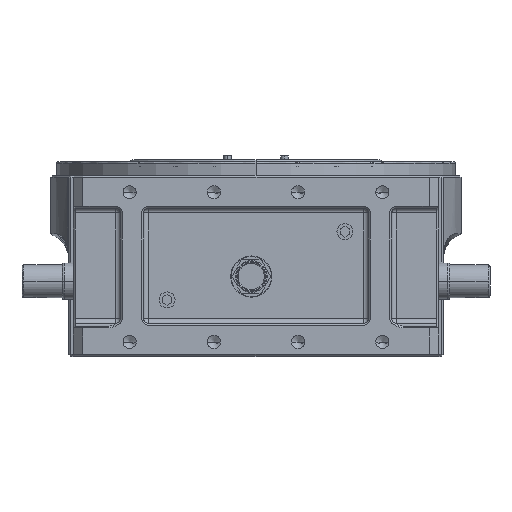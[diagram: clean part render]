
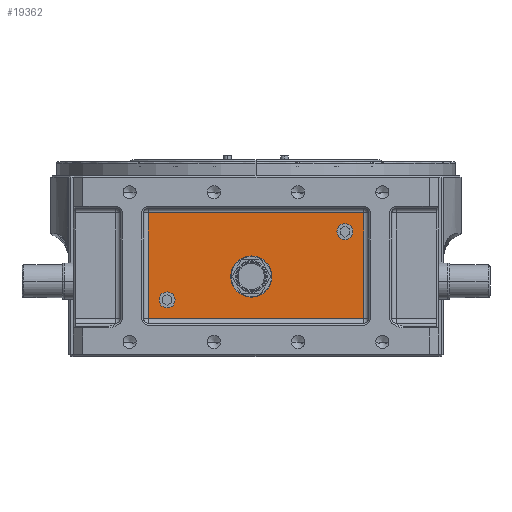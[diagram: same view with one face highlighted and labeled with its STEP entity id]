
A CAD part, top view. The second image highlights one B-rep face of the part: STEP entity #19362.
In plain terms, the highlighted planar face has unit normal (0, 0, 1).
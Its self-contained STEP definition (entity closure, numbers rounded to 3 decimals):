
#393 = CARTESIAN_POINT ( 'NONE',  ( -27., 85., 278. ) ) ;
#521 = VECTOR ( 'NONE', #2886, 1000. ) ;
#782 = VERTEX_POINT ( 'NONE', #10317 ) ;
#783 = CARTESIAN_POINT ( 'NONE',  ( 0., 0., 278. ) ) ;
#1773 = DIRECTION ( 'NONE',  ( 0., 0., 1. ) ) ;
#2886 = DIRECTION ( 'NONE',  ( -1., 0., 0. ) ) ;
#3154 = VERTEX_POINT ( 'NONE', #393 ) ;
#3384 = VECTOR ( 'NONE', #40369, 1000. ) ;
#4246 = CARTESIAN_POINT ( 'NONE',  ( 17., 85., 278. ) ) ;
#4624 = DIRECTION ( 'NONE',  ( 1., 0., 0. ) ) ;
#5471 = DIRECTION ( 'NONE',  ( 0., 1., 0. ) ) ;
#5833 = VERTEX_POINT ( 'NONE', #42180 ) ;
#8196 = VERTEX_POINT ( 'NONE', #13015 ) ;
#8414 = VECTOR ( 'NONE', #5471, 1000. ) ;
#8608 = ORIENTED_EDGE ( 'NONE', *, *, #20117, .T. ) ;
#9330 = DIRECTION ( 'NONE',  ( 0., 0., 1. ) ) ;
#9968 = DIRECTION ( 'NONE',  ( 1., 0., 0. ) ) ;
#10317 = CARTESIAN_POINT ( 'NONE',  ( -115., 40., 278. ) ) ;
#11339 = ORIENTED_EDGE ( 'NONE', *, *, #49958, .T. ) ;
#12256 = DIRECTION ( 'NONE',  ( 0., -1., 0. ) ) ;
#12482 = FACE_BOUND ( 'NONE', #15248, .T. ) ;
#13015 = CARTESIAN_POINT ( 'NONE',  ( 103.5, 133., 278. ) ) ;
#13840 = CIRCLE ( 'NONE', #27339, 22. ) ;
#14181 = CARTESIAN_POINT ( 'NONE',  ( -95., 60., 278. ) ) ;
#14368 = EDGE_CURVE ( 'NONE', #782, #33615, #41912, .T. ) ;
#14610 = CARTESIAN_POINT ( 'NONE',  ( -95., 60., 278. ) ) ;
#15248 = EDGE_LOOP ( 'NONE', ( #57158, #31608 ) ) ;
#17639 = CARTESIAN_POINT ( 'NONE',  ( 0., 40., 278. ) ) ;
#19101 = CARTESIAN_POINT ( 'NONE',  ( -5., 85., 278. ) ) ;
#19139 = CARTESIAN_POINT ( 'NONE',  ( 115., 0., 278. ) ) ;
#19362 = ADVANCED_FACE ( 'NONE', ( #49665, #19484, #12482, #29302 ), #54696, .T. ) ;
#19484 = FACE_OUTER_BOUND ( 'NONE', #46303, .T. ) ;
#20117 = EDGE_CURVE ( 'NONE', #5833, #22048, #48236, .T. ) ;
#20380 = CIRCLE ( 'NONE', #40269, 8.5 ) ;
#21201 = EDGE_CURVE ( 'NONE', #38615, #8196, #22160, .T. ) ;
#22048 = VERTEX_POINT ( 'NONE', #26073 ) ;
#22123 = ORIENTED_EDGE ( 'NONE', *, *, #14368, .T. ) ;
#22160 = CIRCLE ( 'NONE', #25978, 8.5 ) ;
#22671 = AXIS2_PLACEMENT_3D ( 'NONE', #19101, #46156, #36548 ) ;
#22872 = DIRECTION ( 'NONE',  ( 0., 0., 1. ) ) ;
#24994 = LINE ( 'NONE', #39840, #39710 ) ;
#25978 = AXIS2_PLACEMENT_3D ( 'NONE', #28603, #1773, #46606 ) ;
#26073 = CARTESIAN_POINT ( 'NONE',  ( -115., 153., 278. ) ) ;
#26887 = CARTESIAN_POINT ( 'NONE',  ( 95., 133., 278. ) ) ;
#26948 = EDGE_CURVE ( 'NONE', #33615, #5833, #30820, .T. ) ;
#27260 = DIRECTION ( 'NONE',  ( 0., 0., 1. ) ) ;
#27339 = AXIS2_PLACEMENT_3D ( 'NONE', #37152, #36782, #9968 ) ;
#27835 = DIRECTION ( 'NONE',  ( 0., 0., 1. ) ) ;
#28603 = CARTESIAN_POINT ( 'NONE',  ( 95., 133., 278. ) ) ;
#28928 = VERTEX_POINT ( 'NONE', #4246 ) ;
#29302 = FACE_BOUND ( 'NONE', #51344, .T. ) ;
#30584 = AXIS2_PLACEMENT_3D ( 'NONE', #26887, #27260, #54127 ) ;
#30820 = LINE ( 'NONE', #19139, #8414 ) ;
#31401 = EDGE_CURVE ( 'NONE', #8196, #38615, #33870, .T. ) ;
#31608 = ORIENTED_EDGE ( 'NONE', *, *, #21201, .F. ) ;
#32522 = ORIENTED_EDGE ( 'NONE', *, *, #48215, .F. ) ;
#32637 = AXIS2_PLACEMENT_3D ( 'NONE', #783, #27835, #36810 ) ;
#33615 = VERTEX_POINT ( 'NONE', #43876 ) ;
#33870 = CIRCLE ( 'NONE', #30584, 8.5 ) ;
#33875 = EDGE_CURVE ( 'NONE', #28928, #3154, #13840, .T. ) ;
#34325 = CARTESIAN_POINT ( 'NONE',  ( -103.5, 60., 278. ) ) ;
#35779 = ORIENTED_EDGE ( 'NONE', *, *, #43907, .F. ) ;
#36548 = DIRECTION ( 'NONE',  ( 1., 0., 0. ) ) ;
#36763 = DIRECTION ( 'NONE',  ( 1., 0., 0. ) ) ;
#36782 = DIRECTION ( 'NONE',  ( 0., 0., 1. ) ) ;
#36810 = DIRECTION ( 'NONE',  ( 1., 0., 0. ) ) ;
#37152 = CARTESIAN_POINT ( 'NONE',  ( -5., 85., 278. ) ) ;
#38615 = VERTEX_POINT ( 'NONE', #39313 ) ;
#39057 = ORIENTED_EDGE ( 'NONE', *, *, #55019, .F. ) ;
#39128 = ORIENTED_EDGE ( 'NONE', *, *, #26948, .T. ) ;
#39313 = CARTESIAN_POINT ( 'NONE',  ( 86.5, 133., 278. ) ) ;
#39710 = VECTOR ( 'NONE', #12256, 1000. ) ;
#39840 = CARTESIAN_POINT ( 'NONE',  ( -115., 0., 278. ) ) ;
#40269 = AXIS2_PLACEMENT_3D ( 'NONE', #14181, #9330, #4624 ) ;
#40369 = DIRECTION ( 'NONE',  ( 1., 0., 0. ) ) ;
#41912 = LINE ( 'NONE', #17639, #3384 ) ;
#42180 = CARTESIAN_POINT ( 'NONE',  ( 115., 153., 278. ) ) ;
#43876 = CARTESIAN_POINT ( 'NONE',  ( 115., 40., 278. ) ) ;
#43907 = EDGE_CURVE ( 'NONE', #54145, #58257, #54466, .T. ) ;
#45834 = CARTESIAN_POINT ( 'NONE',  ( -86.5, 60., 278. ) ) ;
#46156 = DIRECTION ( 'NONE',  ( 0., 0., 1. ) ) ;
#46303 = EDGE_LOOP ( 'NONE', ( #11339, #22123, #39128, #8608 ) ) ;
#46606 = DIRECTION ( 'NONE',  ( 1., 0., 0. ) ) ;
#47947 = CARTESIAN_POINT ( 'NONE',  ( 0., 153., 278. ) ) ;
#48215 = EDGE_CURVE ( 'NONE', #3154, #28928, #54720, .T. ) ;
#48236 = LINE ( 'NONE', #47947, #521 ) ;
#48827 = AXIS2_PLACEMENT_3D ( 'NONE', #14610, #22872, #36763 ) ;
#49665 = FACE_BOUND ( 'NONE', #55589, .T. ) ;
#49958 = EDGE_CURVE ( 'NONE', #22048, #782, #24994, .T. ) ;
#51344 = EDGE_LOOP ( 'NONE', ( #35779, #39057 ) ) ;
#54127 = DIRECTION ( 'NONE',  ( 1., 0., 0. ) ) ;
#54145 = VERTEX_POINT ( 'NONE', #45834 ) ;
#54466 = CIRCLE ( 'NONE', #48827, 8.5 ) ;
#54696 = PLANE ( 'NONE',  #32637 ) ;
#54720 = CIRCLE ( 'NONE', #22671, 22. ) ;
#55019 = EDGE_CURVE ( 'NONE', #58257, #54145, #20380, .T. ) ;
#55589 = EDGE_LOOP ( 'NONE', ( #55950, #32522 ) ) ;
#55950 = ORIENTED_EDGE ( 'NONE', *, *, #33875, .F. ) ;
#57158 = ORIENTED_EDGE ( 'NONE', *, *, #31401, .F. ) ;
#58257 = VERTEX_POINT ( 'NONE', #34325 ) ;
